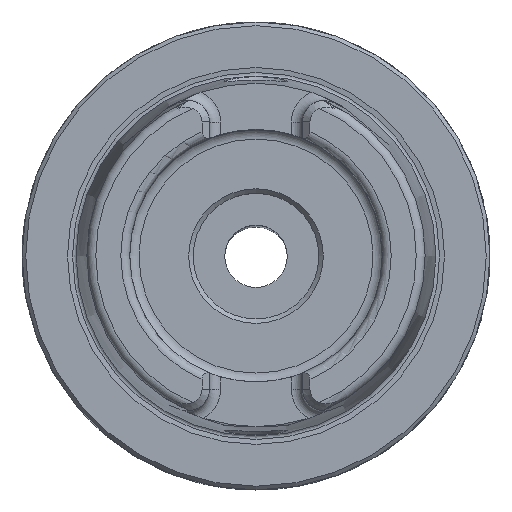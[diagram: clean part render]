
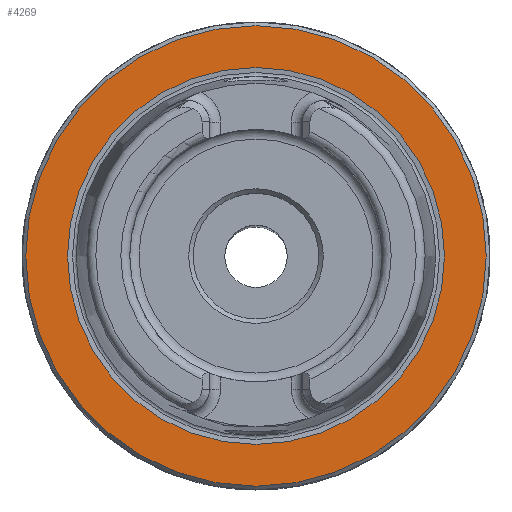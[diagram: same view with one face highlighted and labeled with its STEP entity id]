
A CAD part, top view. The second image highlights one B-rep face of the part: STEP entity #4269.
In plain terms, the highlighted planar face has unit normal (0, 0, 1).
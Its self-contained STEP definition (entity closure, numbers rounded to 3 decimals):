
#767=ORIENTED_EDGE('',*,*,#1347,.T.);
#768=ORIENTED_EDGE('',*,*,#1344,.F.);
#1344=EDGE_CURVE('',#1670,#1670,#1911,.T.);
#1347=EDGE_CURVE('',#1673,#1673,#1914,.T.);
#1670=VERTEX_POINT('',#6320);
#1673=VERTEX_POINT('',#6329);
#1911=CIRCLE('',#4558,25.373);
#1914=CIRCLE('',#4564,31.);
#2150=EDGE_LOOP('',(#767));
#2151=EDGE_LOOP('',(#768));
#2479=FACE_BOUND('',#2150,.T.);
#2480=FACE_BOUND('',#2151,.T.);
#2699=PLANE('',#4563);
#4269=ADVANCED_FACE('',(#2479,#2480),#2699,.T.);
#4558=AXIS2_PLACEMENT_3D('',#6319,#5150,#5151);
#4563=AXIS2_PLACEMENT_3D('',#6327,#5160,#5161);
#4564=AXIS2_PLACEMENT_3D('',#6328,#5162,#5163);
#5150=DIRECTION('',(0.,0.,1.));
#5151=DIRECTION('',(1.,0.,0.));
#5160=DIRECTION('',(0.,0.,1.));
#5161=DIRECTION('',(1.,0.,0.));
#5162=DIRECTION('',(0.,0.,1.));
#5163=DIRECTION('',(1.,0.,0.));
#6319=CARTESIAN_POINT('',(0.,0.,0.));
#6320=CARTESIAN_POINT('',(25.373,0.,0.));
#6327=CARTESIAN_POINT('',(31.,0.,0.));
#6328=CARTESIAN_POINT('',(0.,0.,0.));
#6329=CARTESIAN_POINT('',(31.,0.,0.));
